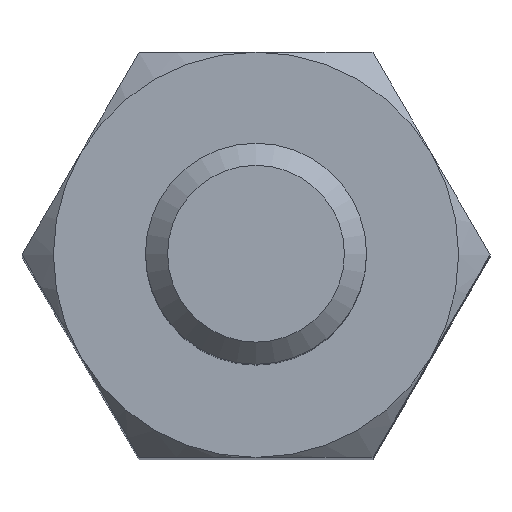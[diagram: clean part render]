
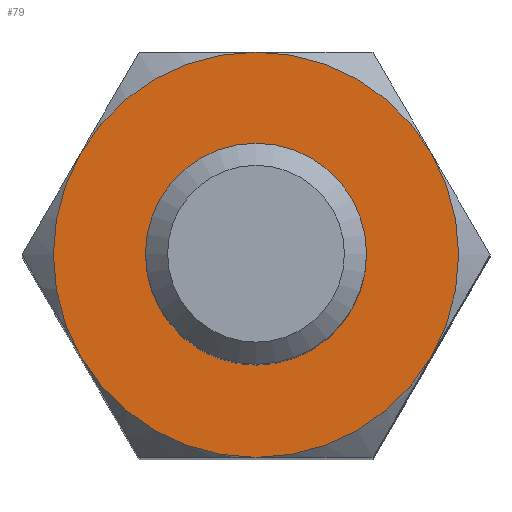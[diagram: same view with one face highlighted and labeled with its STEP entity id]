
A CAD part, top view. The second image highlights one B-rep face of the part: STEP entity #79.
In plain terms, the highlighted planar face has unit normal (0, 0, 1).
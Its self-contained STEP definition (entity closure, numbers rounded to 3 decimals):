
#79 = ADVANCED_FACE( '', ( #175, #176 ), #177, .F. );
#175 = FACE_BOUND( '', #287, .T. );
#176 = FACE_OUTER_BOUND( '', #288, .T. );
#177 = PLANE( '', #289 );
#287 = EDGE_LOOP( '', ( #437 ) );
#288 = EDGE_LOOP( '', ( #438, #439, #440, #441, #442, #443 ) );
#289 = AXIS2_PLACEMENT_3D( '', #444, #445, #446 );
#437 = ORIENTED_EDGE( '', *, *, #626, .T. );
#438 = ORIENTED_EDGE( '', *, *, #619, .T. );
#439 = ORIENTED_EDGE( '', *, *, #627, .T. );
#440 = ORIENTED_EDGE( '', *, *, #624, .T. );
#441 = ORIENTED_EDGE( '', *, *, #591, .T. );
#442 = ORIENTED_EDGE( '', *, *, #628, .T. );
#443 = ORIENTED_EDGE( '', *, *, #629, .T. );
#444 = CARTESIAN_POINT( '', ( 0., 0., 0. ) );
#445 = DIRECTION( '', ( 0., 0., -1. ) );
#446 = DIRECTION( '', ( -1., 0., 0. ) );
#591 = EDGE_CURVE( '', #676, #679, #681, .F. );
#619 = EDGE_CURVE( '', #722, #725, #727, .F. );
#624 = EDGE_CURVE( '', #704, #676, #733, .F. );
#626 = EDGE_CURVE( '', #735, #735, #736, .T. );
#627 = EDGE_CURVE( '', #725, #704, #737, .F. );
#628 = EDGE_CURVE( '', #679, #738, #739, .F. );
#629 = EDGE_CURVE( '', #738, #722, #740, .T. );
#676 = VERTEX_POINT( '', #795 );
#679 = VERTEX_POINT( '', #803 );
#681 = CIRCLE( '', #812, 2.75 );
#704 = VERTEX_POINT( '', #865 );
#722 = VERTEX_POINT( '', #904 );
#725 = VERTEX_POINT( '', #912 );
#727 = CIRCLE( '', #921, 2.75 );
#733 = CIRCLE( '', #934, 2.75 );
#735 = VERTEX_POINT( '', #936 );
#736 = CIRCLE( '', #937, 1.3 );
#737 = CIRCLE( '', #938, 2.75 );
#738 = VERTEX_POINT( '', #939 );
#739 = CIRCLE( '', #940, 2.75 );
#740 = CIRCLE( '', #941, 2.75 );
#795 = CARTESIAN_POINT( '', ( 2.382, -1.375, 0. ) );
#803 = CARTESIAN_POINT( '', ( 2.382, 1.375, 0. ) );
#812 = AXIS2_PLACEMENT_3D( '', #1072, #1073, #1074 );
#865 = CARTESIAN_POINT( '', ( 0., -2.75, 0. ) );
#904 = CARTESIAN_POINT( '', ( -2.382, 1.375, 0. ) );
#912 = CARTESIAN_POINT( '', ( -2.382, -1.375, 0. ) );
#921 = AXIS2_PLACEMENT_3D( '', #1104, #1105, #1106 );
#934 = AXIS2_PLACEMENT_3D( '', #1110, #1111, #1112 );
#936 = CARTESIAN_POINT( '', ( -1.3, 0., 0. ) );
#937 = AXIS2_PLACEMENT_3D( '', #1113, #1114, #1115 );
#938 = AXIS2_PLACEMENT_3D( '', #1116, #1117, #1118 );
#939 = CARTESIAN_POINT( '', ( 0., 2.75, 0. ) );
#940 = AXIS2_PLACEMENT_3D( '', #1119, #1120, #1121 );
#941 = AXIS2_PLACEMENT_3D( '', #1122, #1123, #1124 );
#1072 = CARTESIAN_POINT( '', ( 0., 0., 0. ) );
#1073 = DIRECTION( '', ( 0., 0., -1. ) );
#1074 = DIRECTION( '', ( -1., 0., 0. ) );
#1104 = CARTESIAN_POINT( '', ( 0., 0., 0. ) );
#1105 = DIRECTION( '', ( 0., 0., -1. ) );
#1106 = DIRECTION( '', ( -1., 0., 0. ) );
#1110 = CARTESIAN_POINT( '', ( 0., 0., 0. ) );
#1111 = DIRECTION( '', ( 0., 0., -1. ) );
#1112 = DIRECTION( '', ( -1., 0., 0. ) );
#1113 = CARTESIAN_POINT( '', ( 0., 0., 0. ) );
#1114 = DIRECTION( '', ( 0., 0., -1. ) );
#1115 = DIRECTION( '', ( -1., 0., 0. ) );
#1116 = CARTESIAN_POINT( '', ( 0., 0., 0. ) );
#1117 = DIRECTION( '', ( 0., 0., -1. ) );
#1118 = DIRECTION( '', ( -1., 0., 0. ) );
#1119 = CARTESIAN_POINT( '', ( 0., 0., 0. ) );
#1120 = DIRECTION( '', ( 0., 0., -1. ) );
#1121 = DIRECTION( '', ( -1., 0., 0. ) );
#1122 = CARTESIAN_POINT( '', ( 0., 0., 0. ) );
#1123 = DIRECTION( '', ( 0., 0., 1. ) );
#1124 = DIRECTION( '', ( 1., 0., 0. ) );
